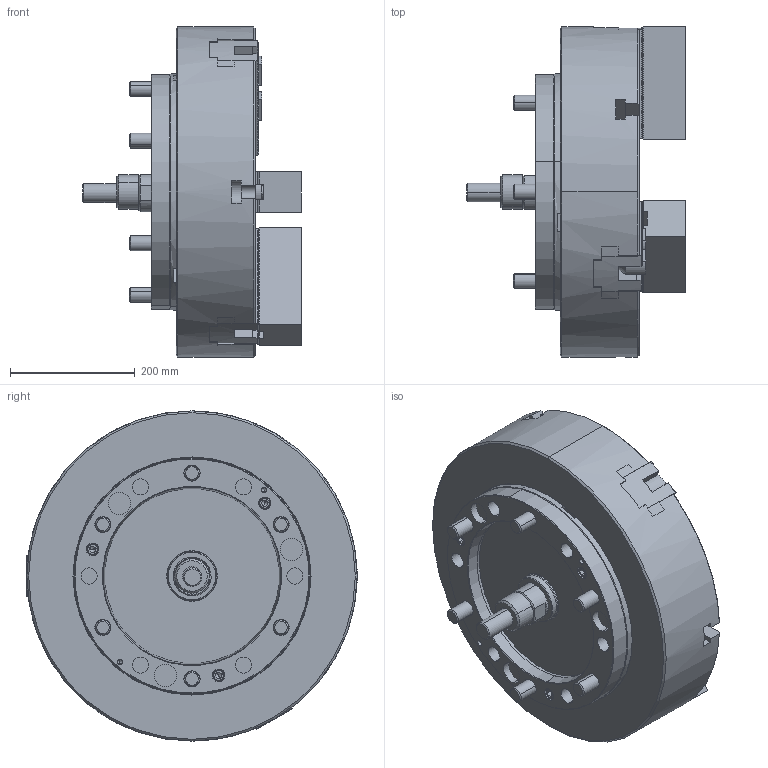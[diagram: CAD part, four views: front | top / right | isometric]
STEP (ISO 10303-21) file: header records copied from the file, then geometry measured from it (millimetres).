
FILE_DESCRIPTION (( 'STEP AP203' ), '1' );
FILE_NAME ('CF-3V-21A15.STEP', '2018-08-01T05:17:18', ( '' ), ( '' ), 'SwSTEP 2.0', 'SolidWorks 2016', '' );
FILE_SCHEMA (( 'CONFIG_CONTROL_DESIGN' ));
Length unit declared in the file: metre
Products named in the file (16): CF-3V-21A15; 3V-21-10000-A15法蘭; 3P-15連接管螺帽; CF-M12x50L_M12x50; 3V-21主爪; M24x130_M24x130; 3P-15連接管; 3V-21中仁; M6x14; M20x60; 3V-21本體; 3V-21防塵蓋; CF-3H-221T型塊; 3V-21外中孔塞; 3P-15連接管螺栓; SJ-21
Assembly tree (38 placements, depth 2):
  CF-3V-21A15
    3V-21本體
    3V-21中仁
    3V-21主爪  x3
    3V-21防塵蓋
    M6x14  x6
    3V-21外中孔塞
    3P-15連接管
    3P-15連接管螺帽
    SJ-21  x2
    M20x60  x4
    3P-15連接管螺栓
    M24x130_M24x130  x6
    CF-3H-221T型塊  x6
    3V-21-10000-A15法蘭
    CF-M12x50L_M12x50  x3
Bounding box: 350.81 x 530 x 530 mm (x, y, z)
Volume: 31972601.3 mm3; surface area: 2076229.6 mm2
Topology: 38 solids, 38 shells, 4028 faces, 11397 edges, 7469 vertices
Faces by surface type: plane 2824, cylinder 907, cone 275, torus 22
Entity records: 61862 total; most frequent: CARTESIAN_POINT 11043, ORIENTED_EDGE 10322, DIRECTION 9972, EDGE_CURVE 5161, LINE 3804, VECTOR 3804, VERTEX_POINT 3399, AXIS2_PLACEMENT_3D 3084
